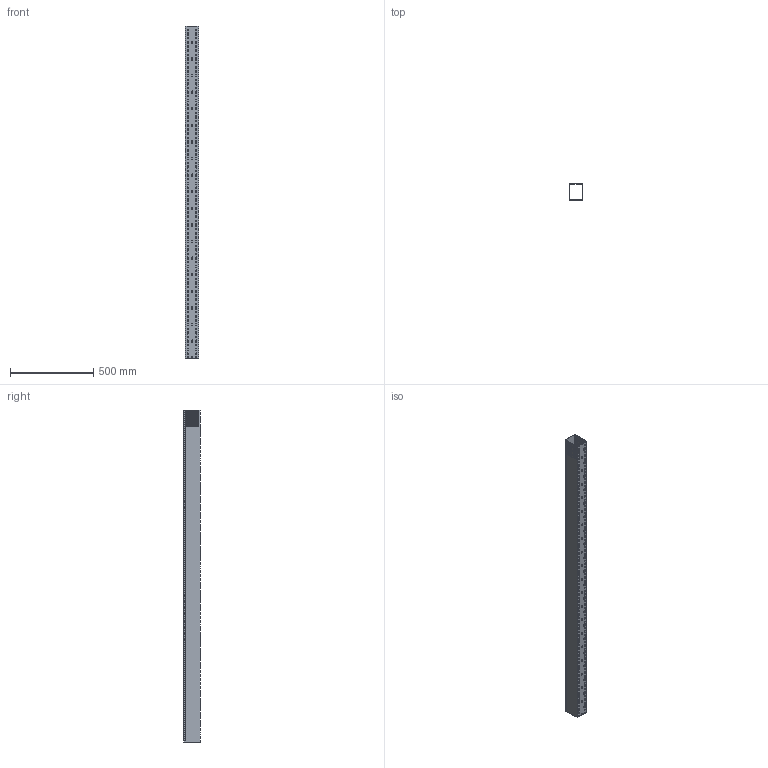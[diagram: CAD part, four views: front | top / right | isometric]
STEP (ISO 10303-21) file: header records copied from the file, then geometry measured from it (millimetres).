
FILE_DESCRIPTION (( 'STEP AP203' ), '1' );
FILE_NAME ('T1E-3040G-1.step', '2023-06-22T19:06:14', ( '' ), ( '' ), 'SwSTEP 2.0', 'SolidWorks 2021', '' );
FILE_SCHEMA (( 'CONFIG_CONTROL_DESIGN' ));
Length unit declared in the file: millimetre
Products named in the file (1): T1E-3040G-1
Bounding box: 80 x 100 x 2000 mm (x, y, z)
Volume: 1290867.4 mm3; surface area: 1492128.8 mm2
Topology: 2 solids, 2 shells, 1573 faces, 4587 edges, 3058 vertices
Faces by surface type: plane 762, cylinder 731, cone 80
Entity records: 53266 total; most frequent: CARTESIAN_POINT 9459, DIRECTION 9237, ORIENTED_EDGE 9174, EDGE_CURVE 4587, AXIS2_PLACEMENT_3D 3156, VERTEX_POINT 3058, LINE 2925, VECTOR 2925
